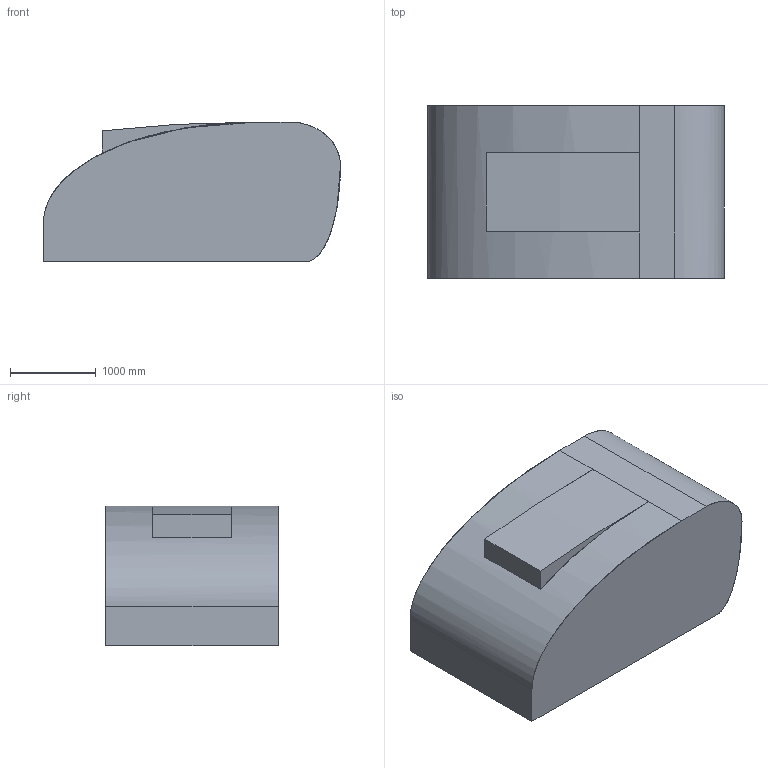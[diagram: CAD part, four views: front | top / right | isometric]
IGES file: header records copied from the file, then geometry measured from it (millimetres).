
Global section: file name: et3.igs; native system: HarmonyWare Translators; preprocessor: HarmonyWare IGES v1.6.3; date: 20070823.163918; units: inch
Bounding box: 3454.4 x 2006.6 x 1625.6 mm (x, y, z)
Surface area: 31504497.4 mm2 (no closed solid volume)
Topology: 0 solids, 0 shells, 13 faces, 54 edges, 54 vertices
Faces by surface type: bspline 13
